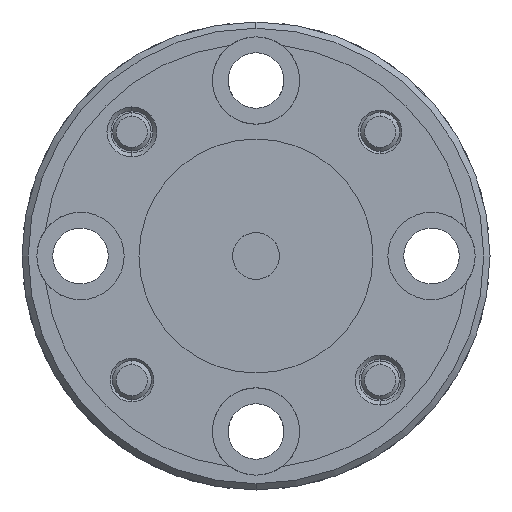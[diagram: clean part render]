
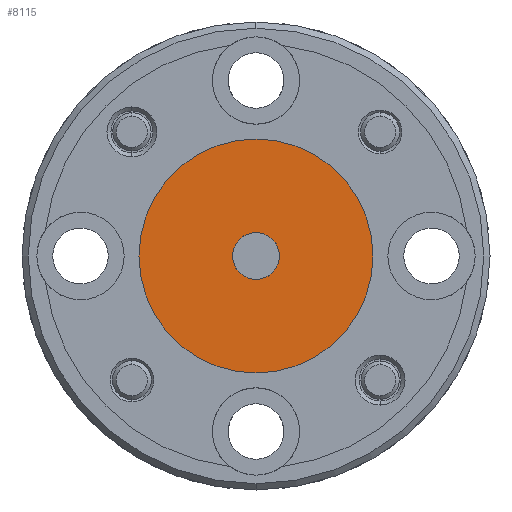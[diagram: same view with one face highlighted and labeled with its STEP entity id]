
A CAD part, left-side view. The second image highlights one B-rep face of the part: STEP entity #8115.
In plain terms, the highlighted planar face has unit normal (-1, 0, 0).
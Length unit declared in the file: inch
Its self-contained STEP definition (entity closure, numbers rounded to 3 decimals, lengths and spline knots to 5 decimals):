
#186 = DIRECTION ( 'NONE',  ( 1., 0., 0. ) ) ;
#228 = DIRECTION ( 'NONE',  ( 1., 0., 0. ) ) ;
#229 = CARTESIAN_POINT ( 'NONE',  ( -0.7, 0.02652, 0.02652 ) ) ;
#305 = AXIS2_PLACEMENT_3D ( 'NONE', #7975, #186, #1376 ) ;
#507 = CARTESIAN_POINT ( 'NONE',  ( -0.7, -0.02652, -0.02652 ) ) ;
#600 = EDGE_CURVE ( 'NONE', #1538, #3189, #5094, .T. ) ;
#733 = CARTESIAN_POINT ( 'NONE',  ( -0.7, 0.02964, -0.02339 ) ) ;
#843 = CARTESIAN_POINT ( 'NONE',  ( -0.7, 0.03244, 0.01945 ) ) ;
#866 = CARTESIAN_POINT ( 'NONE',  ( -0.7, -0.00518, 0.0375 ) ) ;
#952 = CARTESIAN_POINT ( 'NONE',  ( -0.7, 0., 0. ) ) ;
#1000 = ORIENTED_EDGE ( 'NONE', *, *, #6972, .F. ) ;
#1143 = CARTESIAN_POINT ( 'NONE',  ( -0.7, -0.01945, -0.03244 ) ) ;
#1166 = EDGE_CURVE ( 'NONE', #6154, #8023, #2807, .T. ) ;
#1170 = CARTESIAN_POINT ( 'NONE',  ( -0.7, 0.1875, 0. ) ) ;
#1223 = CARTESIAN_POINT ( 'NONE',  ( -0.7, 0.01034, -0.03639 ) ) ;
#1298 = CARTESIAN_POINT ( 'NONE',  ( -0.7, -0.03244, -0.01945 ) ) ;
#1376 = DIRECTION ( 'NONE',  ( 0., 0., -1. ) ) ;
#1538 = VERTEX_POINT ( 'NONE', #3330 ) ;
#1592 = EDGE_LOOP ( 'NONE', ( #1647, #5592 ) ) ;
#1603 = CARTESIAN_POINT ( 'NONE',  ( -0.7, -0.01945, 0.03244 ) ) ;
#1647 = ORIENTED_EDGE ( 'NONE', *, *, #2734, .F. ) ;
#1738 = CARTESIAN_POINT ( 'NONE',  ( -0.7, -0.02339, 0.02964 ) ) ;
#1790 = CARTESIAN_POINT ( 'NONE',  ( -0.7, -0.02652, -0.02652 ) ) ;
#2035 = B_SPLINE_CURVE_WITH_KNOTS ( 'NONE', 3,
 ( #7421, #1738, #1603, #6667, #866, #5494, #3464, #2916, #6038, #229 ),
 .UNSPECIFIED., .F., .F.,
 ( 4, 2, 2, 2, 4 ),
 ( 0., 0.25, 0.5, 0.75, 1. ),
 .UNSPECIFIED. ) ;
#2455 = PLANE ( 'NONE',  #5114 ) ;
#2513 = EDGE_LOOP ( 'NONE', ( #1000, #3791, #4229, #4946 ) ) ;
#2517 = CARTESIAN_POINT ( 'NONE',  ( -0.7, -0.01034, -0.03639 ) ) ;
#2646 = CIRCLE ( 'NONE', #305, 0.1875 ) ;
#2701 = CARTESIAN_POINT ( 'NONE',  ( -0.7, 0.03639, -0.01034 ) ) ;
#2734 = EDGE_CURVE ( 'NONE', #4982, #2865, #2646, .T. ) ;
#2807 = B_SPLINE_CURVE_WITH_KNOTS ( 'NONE', 3,
 ( #6689, #4753, #843, #5286, #6649, #7226, #2701, #5319, #733, #3967 ),
 .UNSPECIFIED., .F., .F.,
 ( 4, 2, 2, 2, 4 ),
 ( 0., 0.25, 0.5, 0.75, 1. ),
 .UNSPECIFIED. ) ;
#2865 = VERTEX_POINT ( 'NONE', #8230 ) ;
#2887 = CARTESIAN_POINT ( 'NONE',  ( -0.7, 0., -0.1875 ) ) ;
#2904 = CIRCLE ( 'NONE', #7126, 0.1875 ) ;
#2916 = CARTESIAN_POINT ( 'NONE',  ( -0.7, 0.01945, 0.03244 ) ) ;
#3148 = CARTESIAN_POINT ( 'NONE',  ( -0.7, 0.01945, -0.03244 ) ) ;
#3189 = VERTEX_POINT ( 'NONE', #8224 ) ;
#3330 = CARTESIAN_POINT ( 'NONE',  ( -0.7, -0.02652, -0.02652 ) ) ;
#3464 = CARTESIAN_POINT ( 'NONE',  ( -0.7, 0.01034, 0.03639 ) ) ;
#3791 = ORIENTED_EDGE ( 'NONE', *, *, #1166, .F. ) ;
#3934 = CARTESIAN_POINT ( 'NONE',  ( -0.7, -0.03639, 0.01034 ) ) ;
#3967 = CARTESIAN_POINT ( 'NONE',  ( -0.7, 0.02652, -0.02652 ) ) ;
#4229 = ORIENTED_EDGE ( 'NONE', *, *, #7782, .F. ) ;
#4345 = CARTESIAN_POINT ( 'NONE',  ( -0.7, -0.03639, -0.01034 ) ) ;
#4507 = CARTESIAN_POINT ( 'NONE',  ( -0.7, -0.0375, 0.00518 ) ) ;
#4621 = CARTESIAN_POINT ( 'NONE',  ( -0.7, -0.02964, -0.02339 ) ) ;
#4753 = CARTESIAN_POINT ( 'NONE',  ( -0.7, 0.02964, 0.02339 ) ) ;
#4904 = CARTESIAN_POINT ( 'NONE',  ( -0.7, 0.02652, -0.02652 ) ) ;
#4946 = ORIENTED_EDGE ( 'NONE', *, *, #600, .F. ) ;
#4967 = CARTESIAN_POINT ( 'NONE',  ( -0.7, 0.00518, -0.0375 ) ) ;
#4982 = VERTEX_POINT ( 'NONE', #2887 ) ;
#5020 = CARTESIAN_POINT ( 'NONE',  ( -0.7, -0.02964, 0.02339 ) ) ;
#5094 = B_SPLINE_CURVE_WITH_KNOTS ( 'NONE', 3,
 ( #1790, #4621, #1298, #4345, #7121, #4507, #3934, #7192, #5020, #7785 ),
 .UNSPECIFIED., .F., .F.,
 ( 4, 2, 2, 2, 4 ),
 ( 0., 0.25, 0.5, 0.75, 1. ),
 .UNSPECIFIED. ) ;
#5114 = AXIS2_PLACEMENT_3D ( 'NONE', #1170, #5583, #8283 ) ;
#5286 = CARTESIAN_POINT ( 'NONE',  ( -0.7, 0.03639, 0.01034 ) ) ;
#5319 = CARTESIAN_POINT ( 'NONE',  ( -0.7, 0.03244, -0.01945 ) ) ;
#5494 = CARTESIAN_POINT ( 'NONE',  ( -0.7, 0.00518, 0.0375 ) ) ;
#5581 = CARTESIAN_POINT ( 'NONE',  ( -0.7, 0.02652, 0.02652 ) ) ;
#5583 = DIRECTION ( 'NONE',  ( -1., 0., 0. ) ) ;
#5592 = ORIENTED_EDGE ( 'NONE', *, *, #6770, .F. ) ;
#6038 = CARTESIAN_POINT ( 'NONE',  ( -0.7, 0.02339, 0.02964 ) ) ;
#6154 = VERTEX_POINT ( 'NONE', #5581 ) ;
#6289 = B_SPLINE_CURVE_WITH_KNOTS ( 'NONE', 3,
 ( #6995, #6313, #3148, #1223, #4967, #8330, #2517, #1143, #8370, #507 ),
 .UNSPECIFIED., .F., .F.,
 ( 4, 2, 2, 2, 4 ),
 ( 0., 0.25, 0.5, 0.75, 1. ),
 .UNSPECIFIED. ) ;
#6313 = CARTESIAN_POINT ( 'NONE',  ( -0.7, 0.02339, -0.02964 ) ) ;
#6649 = CARTESIAN_POINT ( 'NONE',  ( -0.7, 0.0375, 0.00518 ) ) ;
#6667 = CARTESIAN_POINT ( 'NONE',  ( -0.7, -0.01034, 0.03639 ) ) ;
#6689 = CARTESIAN_POINT ( 'NONE',  ( -0.7, 0.02652, 0.02652 ) ) ;
#6770 = EDGE_CURVE ( 'NONE', #2865, #4982, #2904, .T. ) ;
#6897 = FACE_BOUND ( 'NONE', #2513, .T. ) ;
#6972 = EDGE_CURVE ( 'NONE', #8023, #1538, #6289, .T. ) ;
#6995 = CARTESIAN_POINT ( 'NONE',  ( -0.7, 0.02652, -0.02652 ) ) ;
#7121 = CARTESIAN_POINT ( 'NONE',  ( -0.7, -0.0375, -0.00518 ) ) ;
#7126 = AXIS2_PLACEMENT_3D ( 'NONE', #952, #228, #7420 ) ;
#7192 = CARTESIAN_POINT ( 'NONE',  ( -0.7, -0.03244, 0.01945 ) ) ;
#7226 = CARTESIAN_POINT ( 'NONE',  ( -0.7, 0.0375, -0.00518 ) ) ;
#7420 = DIRECTION ( 'NONE',  ( 0., 0., -1. ) ) ;
#7421 = CARTESIAN_POINT ( 'NONE',  ( -0.7, -0.02652, 0.02652 ) ) ;
#7740 = FACE_OUTER_BOUND ( 'NONE', #1592, .T. ) ;
#7782 = EDGE_CURVE ( 'NONE', #3189, #6154, #2035, .T. ) ;
#7785 = CARTESIAN_POINT ( 'NONE',  ( -0.7, -0.02652, 0.02652 ) ) ;
#7975 = CARTESIAN_POINT ( 'NONE',  ( -0.7, 0., 0. ) ) ;
#8023 = VERTEX_POINT ( 'NONE', #4904 ) ;
#8115 = ADVANCED_FACE ( 'NONE', ( #6897, #7740 ), #2455, .T. ) ;
#8224 = CARTESIAN_POINT ( 'NONE',  ( -0.7, -0.02652, 0.02652 ) ) ;
#8230 = CARTESIAN_POINT ( 'NONE',  ( -0.7, 0., 0.1875 ) ) ;
#8283 = DIRECTION ( 'NONE',  ( 0., 0., 1. ) ) ;
#8330 = CARTESIAN_POINT ( 'NONE',  ( -0.7, -0.00518, -0.0375 ) ) ;
#8370 = CARTESIAN_POINT ( 'NONE',  ( -0.7, -0.02339, -0.02964 ) ) ;
